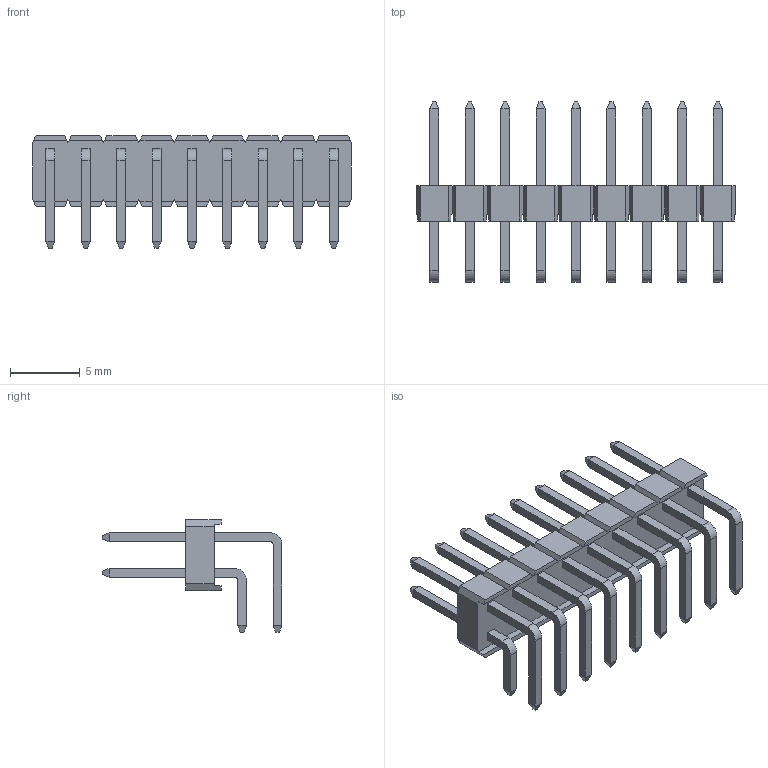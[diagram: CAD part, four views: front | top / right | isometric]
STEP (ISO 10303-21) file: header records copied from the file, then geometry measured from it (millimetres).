
FILE_DESCRIPTION(/* description */ ('Unknown'),/* implementation_level */ '2;1');
FILE_NAME(/* name */ 'J_Wurth_WR-PHD_61301821021',/* time_stamp */ '2025-04-09T14:01:42+08:00',/* author */ ('Unknown'),/* organization */ ('Unknown'),/* preprocessor_version */ 'ST-DEVELOPER v19.4',/* originating_system */ 'Solid Edge',/* authorisation */ 'Unknown');
FILE_SCHEMA (('AUTOMOTIVE_DESIGN {1 0 10303 214 3 1 1}'));
Length unit declared in the file: millimetre
Products named in the file (2): J_Wurth_WR-PHD_61301821021
Assembly tree (1 placements, depth 2):
  J_Wurth_WR-PHD_61301821021
    J_Wurth_WR-PHD_61301821021
Bounding box: 22.86 x 12.9 x 8.08 mm (x, y, z)
Volume: 343 mm3; surface area: 1054.5 mm2
Topology: 1 solids, 1 shells, 490 faces, 1212 edges, 760 vertices
Faces by surface type: plane 454, cylinder 36
Entity records: 17549 total; most frequent: CARTESIAN_POINT 2464, ORIENTED_EDGE 2424, DIRECTION 2268, EDGE_CURVE 1212, LINE 1140, VECTOR 1140, VERTEX_POINT 760, AXIS2_PLACEMENT_3D 564
